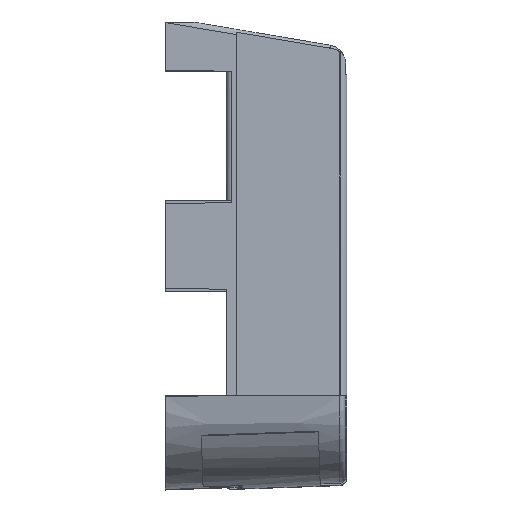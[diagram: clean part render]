
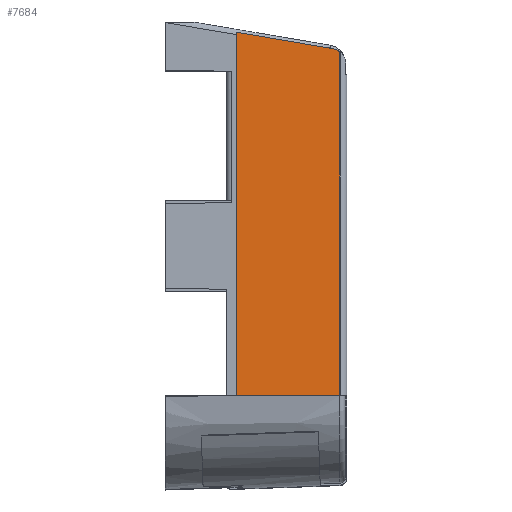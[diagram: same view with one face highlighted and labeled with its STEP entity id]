
A CAD part, top view. The second image highlights one B-rep face of the part: STEP entity #7684.
In plain terms, the highlighted face is planar.
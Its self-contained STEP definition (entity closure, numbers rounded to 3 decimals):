
#6540=DIRECTION('',(0.035,0.,0.999));
#6541=VECTOR('',#6540,5.771);
#6542=CARTESIAN_POINT('',(19.429,24.712,-6.053));
#6543=LINE('',#6542,#6541);
#6544=DIRECTION('',(0.,-1.,0.));
#6545=VECTOR('',#6544,20.165);
#6546=CARTESIAN_POINT('',(19.429,44.877,-6.053));
#6547=LINE('',#6546,#6545);
#6548=DIRECTION('',(-0.034,0.168,-0.985));
#6549=VECTOR('',#6548,5.485);
#6550=CARTESIAN_POINT('',(19.618,43.956,
-0.649));
#6551=LINE('',#6550,#6549);
#6552=CARTESIAN_POINT('',(19.613,43.167,
-0.783));
#6553=DIRECTION('',(-0.999,0.,0.035));
#6554=DIRECTION('',(0.022,0.784,0.62));
#6555=AXIS2_PLACEMENT_3D('',#6552,#6553,#6554);
#6557=DIRECTION('',(0.,1.,0.));
#6558=VECTOR('',#6557,19.083);
#6559=CARTESIAN_POINT('',(19.631,24.712,
-0.286));
#6560=LINE('',#6559,#6558);
#6993=CARTESIAN_POINT('',(19.618,43.956,
-0.649));
#6994=CARTESIAN_POINT('',(19.429,44.877,-6.053));
#6995=VERTEX_POINT('',#6993);
#6996=VERTEX_POINT('',#6994);
#6997=CARTESIAN_POINT('',(19.429,24.712,-6.053));
#6998=VERTEX_POINT('',#6997);
#7138=CARTESIAN_POINT('',(19.631,43.795,
-0.286));
#7139=VERTEX_POINT('',#7138);
#7140=CARTESIAN_POINT('',(19.631,24.712,
-0.286));
#7141=VERTEX_POINT('',#7140);
#7671=CARTESIAN_POINT('',(18.95,0.,-19.795));
#7672=DIRECTION('',(-0.999,0.,0.035));
#7673=DIRECTION('',(0.035,0.,0.999));
#7674=AXIS2_PLACEMENT_3D('',#7671,#7672,#7673);
#7675=PLANE('',#7674);
#7677=ORIENTED_EDGE('',*,*,#7676,.F.);
#7678=ORIENTED_EDGE('',*,*,#7639,.F.);
#7679=ORIENTED_EDGE('',*,*,#7652,.F.);
#7680=ORIENTED_EDGE('',*,*,#7665,.F.);
#7681=ORIENTED_EDGE('',*,*,#7232,.F.);
#7682=EDGE_LOOP('',(#7677,#7678,#7679,#7680,#7681));
#7683=FACE_OUTER_BOUND('',#7682,.F.);
#6556=CIRCLE('',#6555,0.801);
#7232=EDGE_CURVE('',#7139,#6995,#6556,.T.);
#7639=EDGE_CURVE('',#6998,#7141,#6543,.T.);
#7652=EDGE_CURVE('',#6996,#6998,#6547,.T.);
#7665=EDGE_CURVE('',#6995,#6996,#6551,.T.);
#7676=EDGE_CURVE('',#7141,#7139,#6560,.T.);
#7684=ADVANCED_FACE('',(#7683),#7675,.T.);
